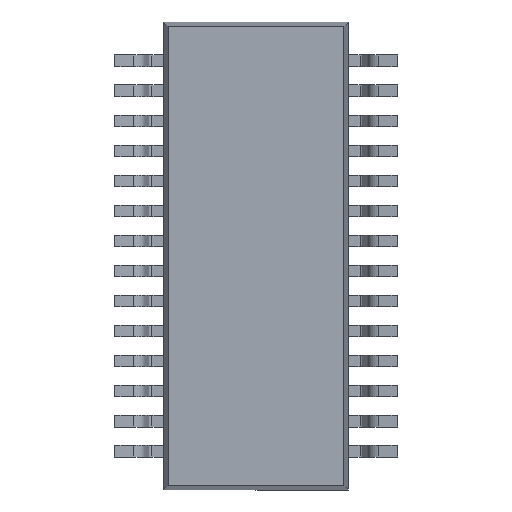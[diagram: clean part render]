
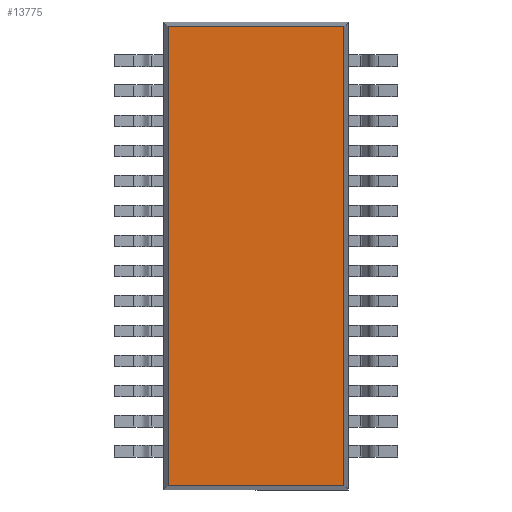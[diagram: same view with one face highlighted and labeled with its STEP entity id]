
A CAD part, front view. The second image highlights one B-rep face of the part: STEP entity #13775.
In plain terms, the highlighted planar face has unit normal (0, -1, 0).
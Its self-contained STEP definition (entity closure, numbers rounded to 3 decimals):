
#489 = ORIENTED_EDGE ( 'NONE', *, *, #17256, .T. ) ;
#718 = VERTEX_POINT ( 'NONE', #13521 ) ;
#847 = LINE ( 'NONE', #11731, #2224 ) ;
#903 = CARTESIAN_POINT ( 'NONE',  ( -1.858, 0.25, 4.858 ) ) ;
#1204 = DIRECTION ( 'NONE',  ( 1., 0., 0. ) ) ;
#1828 = PLANE ( 'NONE',  #6209 ) ;
#2118 = FACE_OUTER_BOUND ( 'NONE', #8054, .T. ) ;
#2224 = VECTOR ( 'NONE', #13200, 1000. ) ;
#2923 = DIRECTION ( 'NONE',  ( -1., 0., 0. ) ) ;
#3356 = ORIENTED_EDGE ( 'NONE', *, *, #18346, .T. ) ;
#4702 = EDGE_CURVE ( 'NONE', #718, #14690, #5568, .T. ) ;
#5017 = VERTEX_POINT ( 'NONE', #6781 ) ;
#5568 = LINE ( 'NONE', #15870, #14171 ) ;
#6209 = AXIS2_PLACEMENT_3D ( 'NONE', #11930, #11203, #9316 ) ;
#6781 = CARTESIAN_POINT ( 'NONE',  ( 1.858, 0.25, -4.858 ) ) ;
#7373 = ORIENTED_EDGE ( 'NONE', *, *, #4702, .T. ) ;
#8054 = EDGE_LOOP ( 'NONE', ( #14303, #7373, #489, #3356 ) ) ;
#8157 = LINE ( 'NONE', #11406, #13132 ) ;
#9316 = DIRECTION ( 'NONE',  ( 1., 0., 0. ) ) ;
#10732 = LINE ( 'NONE', #12714, #11415 ) ;
#10814 = EDGE_CURVE ( 'NONE', #5017, #718, #847, .T. ) ;
#11203 = DIRECTION ( 'NONE',  ( 0., -1., 0. ) ) ;
#11282 = DIRECTION ( 'NONE',  ( 0., 0., -1. ) ) ;
#11406 = CARTESIAN_POINT ( 'NONE',  ( -1.858, 0.25, 4.95 ) ) ;
#11415 = VECTOR ( 'NONE', #1204, 1000. ) ;
#11731 = CARTESIAN_POINT ( 'NONE',  ( 1.858, 0.25, -4.95 ) ) ;
#11930 = CARTESIAN_POINT ( 'NONE',  ( 0., 0.25, 0. ) ) ;
#12714 = CARTESIAN_POINT ( 'NONE',  ( -1.95, 0.25, -4.858 ) ) ;
#13132 = VECTOR ( 'NONE', #11282, 1000. ) ;
#13200 = DIRECTION ( 'NONE',  ( 0., 0., 1. ) ) ;
#13521 = CARTESIAN_POINT ( 'NONE',  ( 1.858, 0.25, 4.858 ) ) ;
#13775 = ADVANCED_FACE ( 'NONE', ( #2118 ), #1828, .T. ) ;
#14171 = VECTOR ( 'NONE', #2923, 1000. ) ;
#14223 = CARTESIAN_POINT ( 'NONE',  ( -1.858, 0.25, -4.858 ) ) ;
#14303 = ORIENTED_EDGE ( 'NONE', *, *, #10814, .T. ) ;
#14690 = VERTEX_POINT ( 'NONE', #903 ) ;
#15563 = VERTEX_POINT ( 'NONE', #14223 ) ;
#15870 = CARTESIAN_POINT ( 'NONE',  ( 1.95, 0.25, 4.858 ) ) ;
#17256 = EDGE_CURVE ( 'NONE', #14690, #15563, #8157, .T. ) ;
#18346 = EDGE_CURVE ( 'NONE', #15563, #5017, #10732, .T. ) ;
